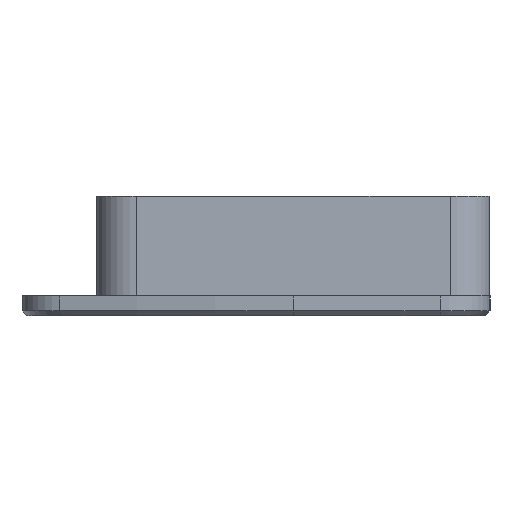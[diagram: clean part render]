
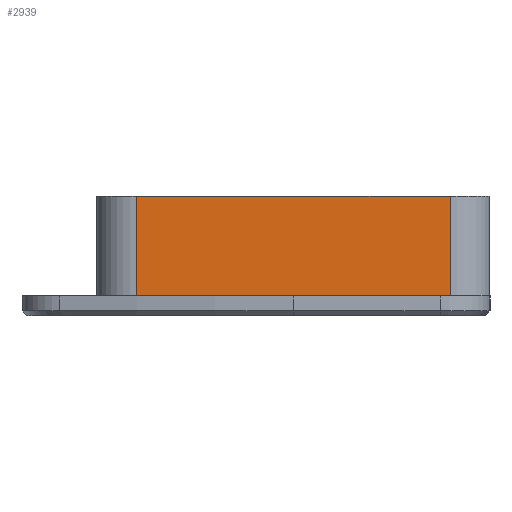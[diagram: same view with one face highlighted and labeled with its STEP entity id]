
A CAD part, left-side view. The second image highlights one B-rep face of the part: STEP entity #2939.
In plain terms, the highlighted face is planar.
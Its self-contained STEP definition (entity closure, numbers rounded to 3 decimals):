
#123=PLANE('',#3252);
#269=FACE_OUTER_BOUND('',#447,.T.);
#447=EDGE_LOOP('',(#2707,#2708,#2709,#2710));
#456=LINE('',#4164,#734);
#590=LINE('',#4686,#868);
#724=LINE('',#4986,#1002);
#727=LINE('',#4992,#1005);
#734=VECTOR('',#3282,7.5);
#868=VECTOR('',#3700,7.5);
#1002=VECTOR('',#4118,10.);
#1005=VECTOR('',#4127,7.5);
#1161=VERTEX_POINT('',#4149);
#1168=VERTEX_POINT('',#4162);
#1413=VERTEX_POINT('',#4683);
#1414=VERTEX_POINT('',#4685);
#1450=EDGE_CURVE('',#1168,#1161,#456,.T.);
#1713=EDGE_CURVE('',#1413,#1414,#590,.T.);
#1862=EDGE_CURVE('',#1414,#1168,#724,.T.);
#1865=EDGE_CURVE('',#1161,#1413,#727,.T.);
#2707=ORIENTED_EDGE('',*,*,#1713,.F.);
#2708=ORIENTED_EDGE('',*,*,#1865,.F.);
#2709=ORIENTED_EDGE('',*,*,#1450,.F.);
#2710=ORIENTED_EDGE('',*,*,#1862,.F.);
#2939=ADVANCED_FACE('',(#269),#123,.T.);
#3252=AXIS2_PLACEMENT_3D('',#4991,#4125,#4126);
#3282=DIRECTION('',(1.,0.,0.));
#3700=DIRECTION('',(-1.,0.,0.));
#4118=DIRECTION('',(0.,0.,1.));
#4125=DIRECTION('center_axis',(0.,-1.,
0.));
#4126=DIRECTION('ref_axis',(-1.,0.,0.));
#4127=DIRECTION('',(0.,0.,-1.));
#4149=CARTESIAN_POINT('',(276.876,32.825,-27.815));
#4162=CARTESIAN_POINT('',(257.976,32.825,-27.815));
#4164=CARTESIAN_POINT('',(247.176,32.825,-27.815));
#4683=CARTESIAN_POINT('',(276.876,32.825,-33.815));
#4685=CARTESIAN_POINT('',(257.976,32.825,-33.815));
#4686=CARTESIAN_POINT('',(276.876,32.825,-33.815));
#4986=CARTESIAN_POINT('',(257.976,32.825,-30.815));
#4991=CARTESIAN_POINT('Origin',(276.876,32.825,-31.115));
#4992=CARTESIAN_POINT('',(276.876,32.825,-31.115));
